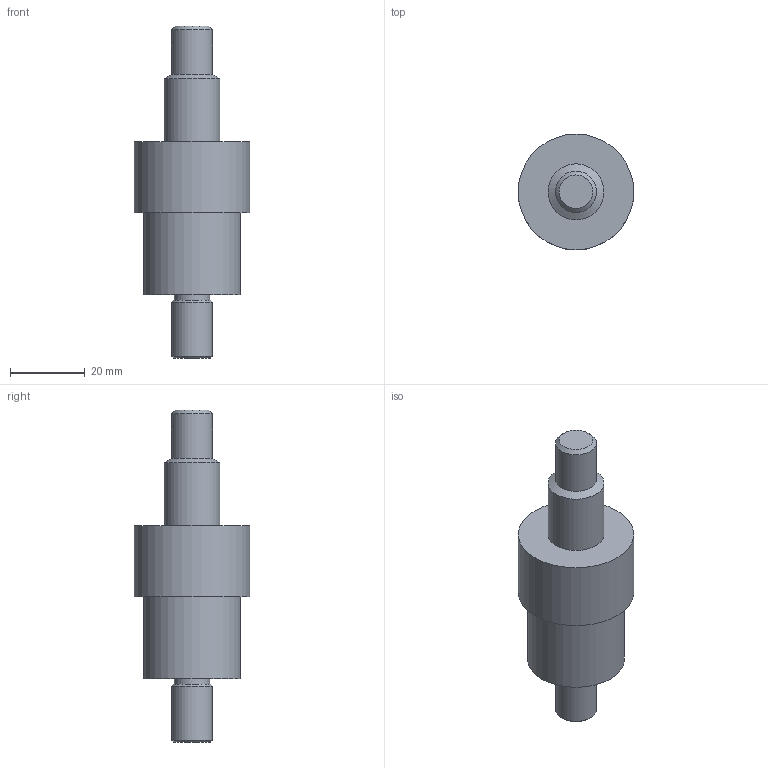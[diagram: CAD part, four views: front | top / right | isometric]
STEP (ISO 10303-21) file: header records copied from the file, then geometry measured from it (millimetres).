
FILE_DESCRIPTION(/* description */ (''),/* implementation_level */ '2;1');
FILE_NAME(/* name */ 'OM1M.stp',/* time_stamp */ '2014-12-01T15:26:30+01:00',/* author */ ('sh'),/* organization */ (''),/* preprocessor_version */ 'ST-DEVELOPER v15.2',/* originating_system */ 'Autodesk Inventor 2014',/* authorisation */ '');
FILE_SCHEMA (('AUTOMOTIVE_DESIGN { 1 0 10303 214 3 1 1 }'));
Length unit declared in the file: millimetre
Products named in the file (1): OM1M
Bounding box: 31 x 31 x 89 mm (x, y, z)
Volume: 31942.5 mm3; surface area: 6998.9 mm2
Topology: 1 solids, 1 shells, 16 faces, 25 edges, 15 vertices
Faces by surface type: cylinder 6, plane 6, cone 4
Full cylindrical faces by diameter (mm): 9.5 x1, 11 x2, 15 x1, 26 x1, 31 x1
Entity records: 351 total; most frequent: DIRECTION 64, CARTESIAN_POINT 47, AXIS2_PLACEMENT_3D 32, EDGE_LOOP 30, ORIENTED_EDGE 30, FACE_BOUND 18, ADVANCED_FACE 16, CIRCLE 15
